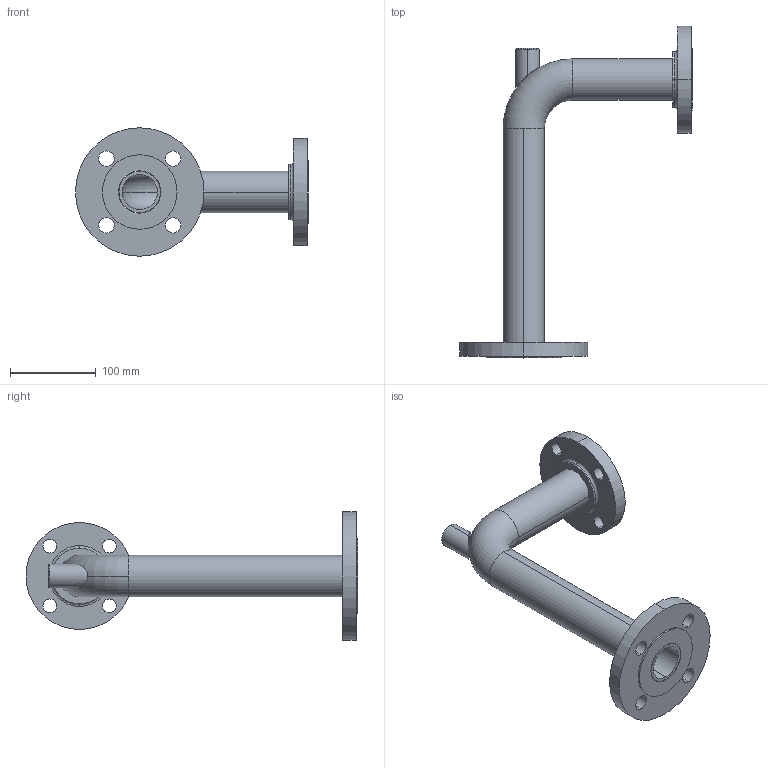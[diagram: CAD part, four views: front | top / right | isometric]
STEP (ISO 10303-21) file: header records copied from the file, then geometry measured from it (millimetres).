
FILE_DESCRIPTION (( 'STEP AP203' ), '1' );
FILE_NAME ('3996-70_REV_.step', '2026-03-04T03:13:17', ( '' ), ( '' ), 'SwSTEP 2.0', 'SolidWorks 2025', '' );
FILE_SCHEMA (( 'CONFIG_CONTROL_DESIGN' ));
Length unit declared in the file: millimetre
Products named in the file (6): OEM-40NB-PN10-SO-316L_Default<As Machined>; 3996-70_REV_; OEM-40-150-SO-316L_Default<As Machined>; OEM-15-3000-L-316L_40NB LR BEND; 3996-70-10; OEM-40-LR-40-316L_Default<As Machined>
Assembly tree (5 placements, depth 2):
  3996-70_REV_
    3996-70-10
    OEM-40-150-SO-316L_Default<As Machined>
    OEM-40NB-PN10-SO-316L_Default<As Machined>
    OEM-40-LR-40-316L_Default<As Machined>
    OEM-15-3000-L-316L_40NB LR BEND
Bounding box: 272 x 387.5 x 150 mm (x, y, z)
Volume: 673645.2 mm3; surface area: 223490.8 mm2
Topology: 6 solids, 6 shells, 65 faces, 146 edges, 96 vertices
Faces by surface type: cylinder 43, plane 14, torus 6, cone 2
Entity records: 2752 total; most frequent: CARTESIAN_POINT 523, DIRECTION 386, ORIENTED_EDGE 292, AXIS2_PLACEMENT_3D 171, EDGE_CURVE 146, CIRCLE 98, VERTEX_POINT 96, EDGE_LOOP 96
